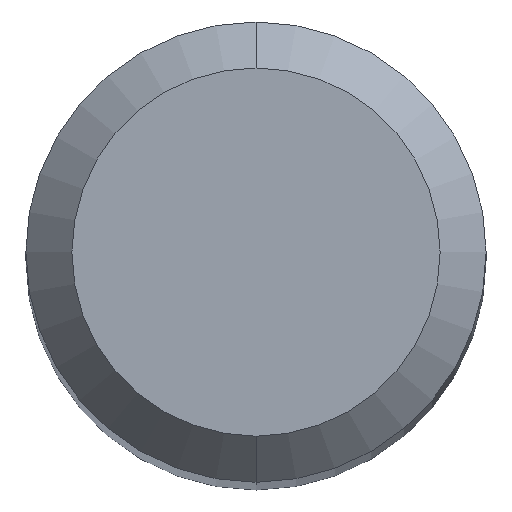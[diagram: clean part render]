
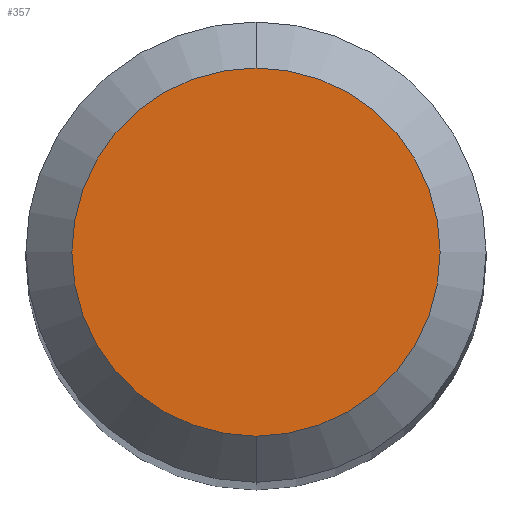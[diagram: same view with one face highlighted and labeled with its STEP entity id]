
A CAD part, top view. The second image highlights one B-rep face of the part: STEP entity #357.
In plain terms, the highlighted planar face has unit normal (0, 0, 1).
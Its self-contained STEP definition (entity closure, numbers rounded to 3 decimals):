
#213=EDGE_CURVE('',#355,#251,#525,.T.);
#251=VERTEX_POINT('',#569);
#313=EDGE_CURVE('',#251,#355,#635,.T.);
#355=VERTEX_POINT('',#680);
#357=ADVANCED_FACE('',(#682),#683,.T.);
#525=CIRCLE('',#865,1.2);
#569=CARTESIAN_POINT('',(0.,-1.2,0.0));
#635=CIRCLE('',#1106,1.2);
#680=CARTESIAN_POINT('',(0.0,1.2,0.0));
#682=FACE_OUTER_BOUND('',#1225,.T.);
#683=PLANE('',#1226);
#865=AXIS2_PLACEMENT_3D('',#1500,#1501,#1502);
#1106=AXIS2_PLACEMENT_3D('',#1616,#1617,#1618);
#1225=EDGE_LOOP('',(#1660,#1661));
#1226=AXIS2_PLACEMENT_3D('',#1662,#1663,#1664);
#1500=CARTESIAN_POINT('',(0.0,0.0,0.0));
#1501=DIRECTION('',(0.0,0.0,-1.0));
#1502=DIRECTION('',(0.0,1.0,0.0));
#1616=CARTESIAN_POINT('',(0.0,0.0,0.0));
#1617=DIRECTION('',(0.0,0.0,-1.0));
#1618=DIRECTION('',(0.0,1.0,0.0));
#1660=ORIENTED_EDGE('',*,*,#213,.F.);
#1661=ORIENTED_EDGE('',*,*,#313,.F.);
#1662=CARTESIAN_POINT('',(0.0,0.6,0.0));
#1663=DIRECTION('',(-0.0,0.0,1.0));
#1664=DIRECTION('',(0.0,-1.0,0.0));
